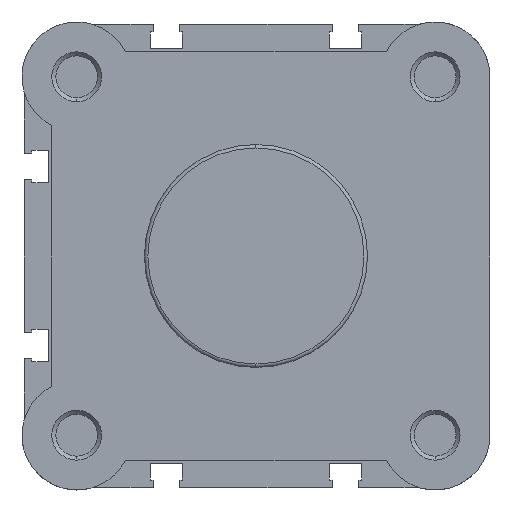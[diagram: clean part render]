
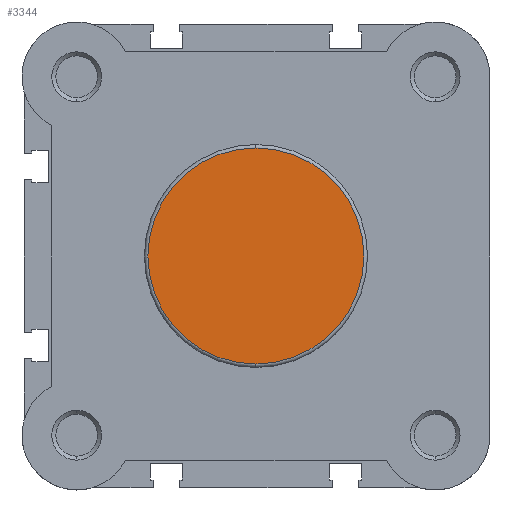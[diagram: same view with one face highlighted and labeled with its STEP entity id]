
A CAD part, left-side view. The second image highlights one B-rep face of the part: STEP entity #3344.
In plain terms, the highlighted planar face has unit normal (-1, 0, 0).
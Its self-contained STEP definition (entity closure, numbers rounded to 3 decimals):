
#178 = AXIS2_PLACEMENT_3D ( 'NONE', #1327, #1330, #1331 ) ;
#287 = AXIS2_PLACEMENT_3D ( 'NONE', #5227, #5239, #5240 ) ;
#291 = AXIS2_PLACEMENT_3D ( 'NONE', #5383, #5385, #5386 ) ;
#1327 = CARTESIAN_POINT ( 'NONE',  ( 0., 22.4, 0. ) ) ;
#1328 = PLANE ( 'NONE',  #178 ) ;
#1330 = DIRECTION ( 'NONE',  ( 1., 0., 0. ) ) ;
#1331 = DIRECTION ( 'NONE',  ( 0., 0., -1. ) ) ;
#1536 = CARTESIAN_POINT ( 'NONE',  ( 0., 0., 21.7 ) ) ;
#1552 = CARTESIAN_POINT ( 'NONE',  ( 0., 0., -21.7 ) ) ;
#2003 = FACE_OUTER_BOUND ( 'NONE', #3942, .T. ) ;
#2389 = CIRCLE ( 'NONE', #287, 21.7 ) ;
#2521 = CIRCLE ( 'NONE', #291, 21.7 ) ;
#3344 = ADVANCED_FACE ( 'NONE', ( #2003 ), #1328, .F. ) ;
#3393 = VERTEX_POINT ( 'NONE', #1536 ) ;
#3409 = VERTEX_POINT ( 'NONE', #1552 ) ;
#3942 = EDGE_LOOP ( 'NONE', ( #4460, #4459 ) ) ;
#4459 = ORIENTED_EDGE ( 'NONE', *, *, #6255, .T. ) ;
#4460 = ORIENTED_EDGE ( 'NONE', *, *, #6185, .T. ) ;
#5227 = CARTESIAN_POINT ( 'NONE',  ( 0., 0., 0. ) ) ;
#5239 = DIRECTION ( 'NONE',  ( -1., 0., 0. ) ) ;
#5240 = DIRECTION ( 'NONE',  ( 0., 0., -1. ) ) ;
#5383 = CARTESIAN_POINT ( 'NONE',  ( 0., 0., 0. ) ) ;
#5385 = DIRECTION ( 'NONE',  ( -1., 0., 0. ) ) ;
#5386 = DIRECTION ( 'NONE',  ( 0., 0., -1. ) ) ;
#6185 = EDGE_CURVE ( 'NONE', #3409, #3393, #2389, .T. ) ;
#6255 = EDGE_CURVE ( 'NONE', #3393, #3409, #2521, .T. ) ;
